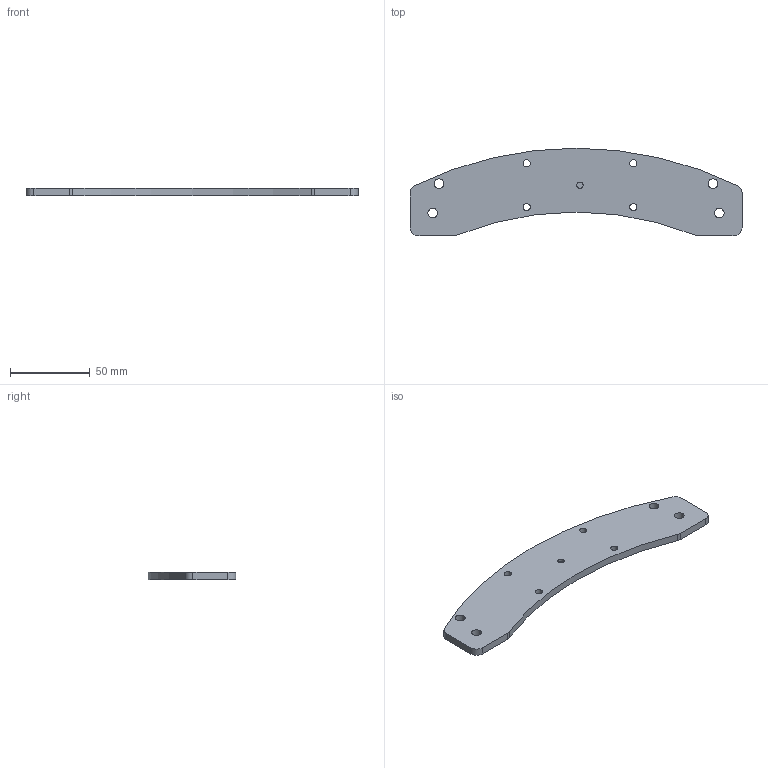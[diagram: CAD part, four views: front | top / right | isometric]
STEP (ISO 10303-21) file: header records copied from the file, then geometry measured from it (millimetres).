
FILE_DESCRIPTION(('FreeCAD Model'),'2;1');
FILE_NAME('y_end_plate_v0.2_revE.step','2018-10-15T11:40:42',('Author'), (''),'Open CASCADE STEP processor 6.9','FreeCAD','Unknown');
FILE_SCHEMA(('AUTOMOTIVE_DESIGN { 1 0 10303 214 1 1 1 1 }'));
Length unit declared in the file: millimetre
Products named in the file (1): Pocket001
Bounding box: 208.5 x 55 x 4.76 mm (x, y, z)
Volume: 38381.1 mm3; surface area: 19081.9 mm2
Topology: 1 solids, 1 shells, 24 faces, 63 edges, 42 vertices
Faces by surface type: cylinder 17, plane 7
Full cylindrical faces by diameter (mm): 4 x1, 4.5 x4, 6 x4
Entity records: 1714 total; most frequent: CARTESIAN_POINT 418, DIRECTION 246, ORIENTED_EDGE 126, PCURVE 126, DEFINITIONAL_REPRESENTATION 126, LINE 121, VECTOR 121, EDGE_CURVE 63
